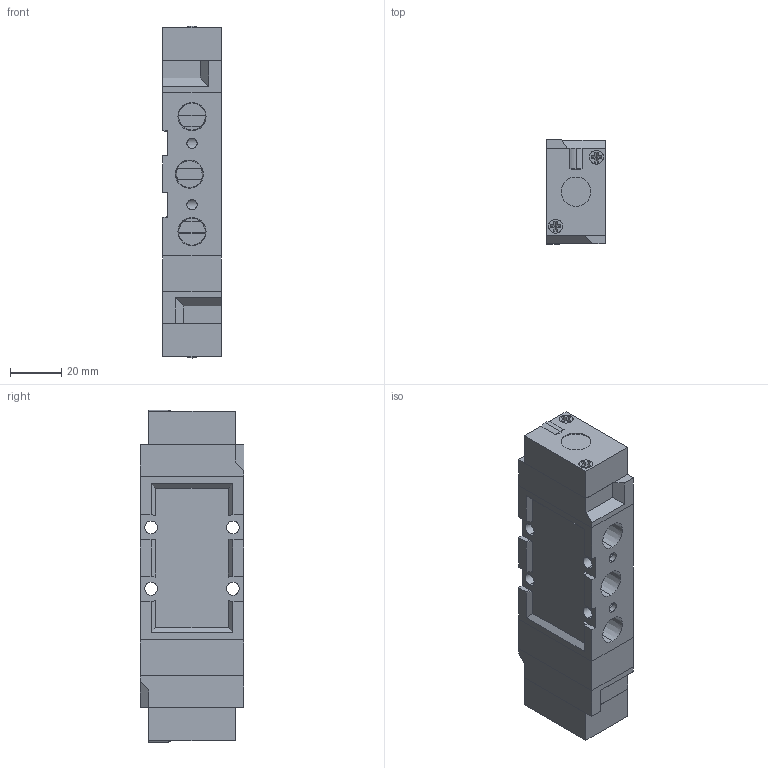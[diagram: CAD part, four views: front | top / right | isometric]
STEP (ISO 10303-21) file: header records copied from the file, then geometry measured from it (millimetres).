
FILE_DESCRIPTION (( 'STEP AP203' ), '1' );
FILE_NAME ('SNP3503.STEP', '2016-01-13T03:26:20', ( 'yrd8' ), ( 'Hewlett-Packard Company' ), 'SwSTEP 2.0', 'SolidWorks 2008', '' );
FILE_SCHEMA (( 'CONFIG_CONTROL_DESIGN' ));
Length unit declared in the file: millimetre
Products named in the file (5): SNP3503; SNP3000 Body; SNP3000 Block Guide_ル遽; SNP3000 PPS Semi_ル遽; SNP3000 Pilot_ル遽
Assembly tree (6 placements, depth 2):
  SNP3503
    SNP3000 PPS Semi_ル遽  x2
    SNP3000 Pilot_ル遽  x2
    SNP3000 Block Guide_ル遽
    SNP3000 Body
Bounding box: 23 x 40.5 x 129.8 mm (x, y, z)
Volume: 100543 mm3; surface area: 31185.8 mm2
Topology: 6 solids, 6 shells, 242 faces, 601 edges, 394 vertices
Faces by surface type: plane 166, cylinder 64, cone 10, torus 2
Entity records: 5906 total; most frequent: CARTESIAN_POINT 1068, DIRECTION 893, ORIENTED_EDGE 868, EDGE_CURVE 434, AXIS2_PLACEMENT_3D 299, LINE 295, VECTOR 295, VERTEX_POINT 286
